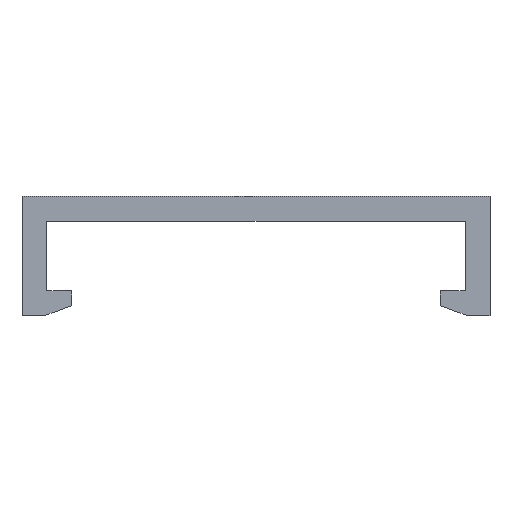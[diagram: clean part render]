
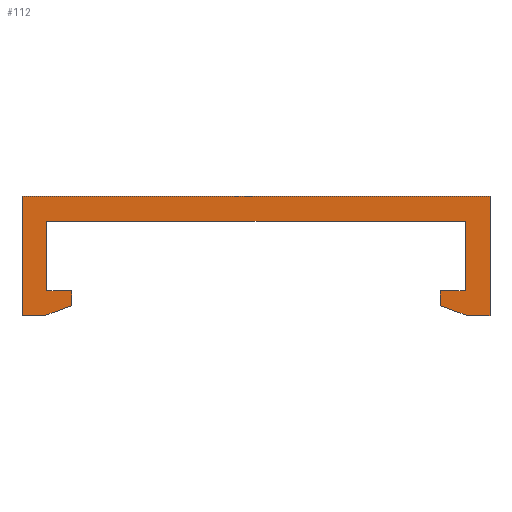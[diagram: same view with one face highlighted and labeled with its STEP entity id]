
A CAD part, front view. The second image highlights one B-rep face of the part: STEP entity #112.
In plain terms, the highlighted planar face has unit normal (0, -1, 0).
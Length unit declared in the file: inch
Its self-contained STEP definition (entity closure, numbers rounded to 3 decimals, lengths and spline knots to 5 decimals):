
#112=ADVANCED_FACE('',(#144),#128,.T.);
#128=PLANE('',#415);
#144=FACE_OUTER_BOUND('',#160,.T.);
#160=EDGE_LOOP('',(#231,#232,#233,#234,#235,#236,#237,#238,#239,#240,#241,
#242,#243,#244));
#231=ORIENTED_EDGE('',*,*,#273,.F.);
#232=ORIENTED_EDGE('',*,*,#313,.T.);
#233=ORIENTED_EDGE('',*,*,#310,.F.);
#234=ORIENTED_EDGE('',*,*,#307,.F.);
#235=ORIENTED_EDGE('',*,*,#304,.T.);
#236=ORIENTED_EDGE('',*,*,#301,.F.);
#237=ORIENTED_EDGE('',*,*,#298,.T.);
#238=ORIENTED_EDGE('',*,*,#295,.T.);
#239=ORIENTED_EDGE('',*,*,#292,.F.);
#240=ORIENTED_EDGE('',*,*,#289,.F.);
#241=ORIENTED_EDGE('',*,*,#286,.T.);
#242=ORIENTED_EDGE('',*,*,#283,.T.);
#243=ORIENTED_EDGE('',*,*,#280,.T.);
#244=ORIENTED_EDGE('',*,*,#277,.F.);
#245=VERTEX_POINT('',#494);
#246=VERTEX_POINT('',#495);
#249=VERTEX_POINT('',#503);
#251=VERTEX_POINT('',#509);
#253=VERTEX_POINT('',#515);
#255=VERTEX_POINT('',#521);
#257=VERTEX_POINT('',#527);
#259=VERTEX_POINT('',#533);
#261=VERTEX_POINT('',#539);
#263=VERTEX_POINT('',#545);
#265=VERTEX_POINT('',#551);
#267=VERTEX_POINT('',#557);
#269=VERTEX_POINT('',#563);
#271=VERTEX_POINT('',#569);
#273=EDGE_CURVE('',#245,#246,#315,.T.);
#277=EDGE_CURVE('',#246,#249,#319,.T.);
#280=EDGE_CURVE('',#251,#249,#322,.T.);
#283=EDGE_CURVE('',#253,#251,#325,.T.);
#286=EDGE_CURVE('',#255,#253,#328,.T.);
#289=EDGE_CURVE('',#255,#257,#331,.T.);
#292=EDGE_CURVE('',#257,#259,#334,.T.);
#295=EDGE_CURVE('',#261,#259,#337,.T.);
#298=EDGE_CURVE('',#263,#261,#340,.T.);
#301=EDGE_CURVE('',#263,#265,#343,.T.);
#304=EDGE_CURVE('',#267,#265,#346,.T.);
#307=EDGE_CURVE('',#267,#269,#349,.T.);
#310=EDGE_CURVE('',#269,#271,#352,.T.);
#313=EDGE_CURVE('',#245,#271,#355,.T.);
#315=LINE('',#493,#357);
#319=LINE('',#502,#361);
#322=LINE('',#508,#364);
#325=LINE('',#514,#367);
#328=LINE('',#520,#370);
#331=LINE('',#526,#373);
#334=LINE('',#532,#376);
#337=LINE('',#538,#379);
#340=LINE('',#544,#382);
#343=LINE('',#550,#385);
#346=LINE('',#556,#388);
#349=LINE('',#562,#391);
#352=LINE('',#568,#394);
#355=LINE('',#574,#397);
#357=VECTOR('',#418,1.);
#361=VECTOR('',#424,1.);
#364=VECTOR('',#429,1.);
#367=VECTOR('',#434,1.);
#370=VECTOR('',#439,1.);
#373=VECTOR('',#444,1.);
#376=VECTOR('',#449,1.);
#379=VECTOR('',#454,1.);
#382=VECTOR('',#459,1.);
#385=VECTOR('',#464,1.);
#388=VECTOR('',#469,1.);
#391=VECTOR('',#474,1.);
#394=VECTOR('',#479,1.);
#397=VECTOR('',#484,1.);
#415=AXIS2_PLACEMENT_3D('',#578,#490,#491);
#418=DIRECTION('',(0.,0.,-1.));
#424=DIRECTION('',(-0.938,0.,-0.347));
#429=DIRECTION('',(1.,0.,0.));
#434=DIRECTION('',(0.,0.,-1.));
#439=DIRECTION('',(-1.,0.,0.));
#444=DIRECTION('',(0.,0.,-1.));
#449=DIRECTION('',(-1.,0.,0.));
#454=DIRECTION('',(0.938,0.,-0.347));
#459=DIRECTION('',(0.,0.,-1.));
#464=DIRECTION('',(1.,0.,0.));
#469=DIRECTION('',(0.,0.,-1.));
#474=DIRECTION('',(-1.,0.,0.));
#479=DIRECTION('',(0.,0.,-1.));
#484=DIRECTION('',(-1.,0.,0.));
#490=DIRECTION('',(0.,-1.,0.));
#491=DIRECTION('',(0.,0.,-1.));
#493=CARTESIAN_POINT('',(-0.37125,0.,0.61));
#494=CARTESIAN_POINT('',(-0.37125,0.,0.61));
#495=CARTESIAN_POINT('',(-0.37125,0.,0.58));
#502=CARTESIAN_POINT('',(-0.37125,0.,0.58));
#503=CARTESIAN_POINT('',(-0.42525,0.,0.56));
#508=CARTESIAN_POINT('',(-0.47125,0.,0.56));
#509=CARTESIAN_POINT('',(-0.47125,0.,0.56));
#514=CARTESIAN_POINT('',(-0.47125,0.,0.8));
#515=CARTESIAN_POINT('',(-0.47125,0.,0.8));
#520=CARTESIAN_POINT('',(0.47125,0.,0.8));
#521=CARTESIAN_POINT('',(0.47125,0.,0.8));
#526=CARTESIAN_POINT('',(0.47125,0.,0.8));
#527=CARTESIAN_POINT('',(0.47125,0.,0.56));
#532=CARTESIAN_POINT('',(0.47125,0.,0.56));
#533=CARTESIAN_POINT('',(0.42525,0.,0.56));
#538=CARTESIAN_POINT('',(0.37125,0.,0.58));
#539=CARTESIAN_POINT('',(0.37125,0.,0.58));
#544=CARTESIAN_POINT('',(0.37125,0.,0.61));
#545=CARTESIAN_POINT('',(0.37125,0.,0.61));
#550=CARTESIAN_POINT('',(0.37125,0.,0.61));
#551=CARTESIAN_POINT('',(0.42125,0.,0.61));
#556=CARTESIAN_POINT('',(0.42125,0.,0.75));
#557=CARTESIAN_POINT('',(0.42125,0.,0.75));
#562=CARTESIAN_POINT('',(0.42125,0.,0.75));
#563=CARTESIAN_POINT('',(-0.42125,0.,0.75));
#568=CARTESIAN_POINT('',(-0.42125,0.,0.75));
#569=CARTESIAN_POINT('',(-0.42125,0.,0.61));
#574=CARTESIAN_POINT('',(-0.37125,0.,0.61));
#578=CARTESIAN_POINT('',(-0.37125,0.,0.56));
